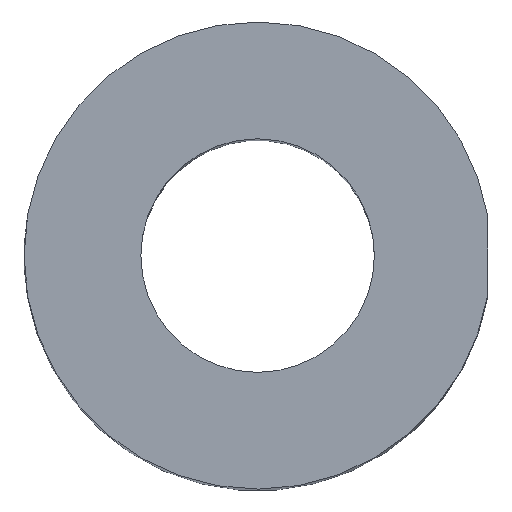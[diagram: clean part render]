
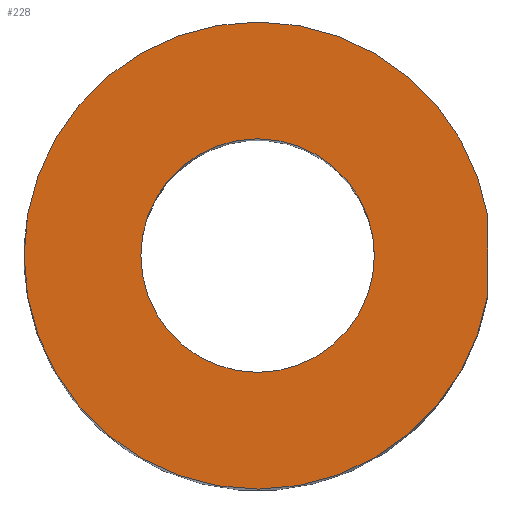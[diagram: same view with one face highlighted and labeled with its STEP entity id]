
A CAD part, top view. The second image highlights one B-rep face of the part: STEP entity #228.
In plain terms, the highlighted planar face has unit normal (0, 0, 1).
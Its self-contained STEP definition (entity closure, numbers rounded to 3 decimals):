
#15=FACE_BOUND('',#51,.T.);
#25=CIRCLE('',#259,1.5);
#27=CIRCLE('',#263,3.);
#38=FACE_OUTER_BOUND('',#50,.T.);
#50=EDGE_LOOP('',(#201,#202));
#51=EDGE_LOOP('',(#203));
#72=LINE('',#391,#93);
#93=VECTOR('',#323,10.);
#112=VERTEX_POINT('',#382);
#113=VERTEX_POINT('',#388);
#114=VERTEX_POINT('',#390);
#138=EDGE_CURVE('',#112,#112,#25,.T.);
#143=EDGE_CURVE('',#114,#113,#72,.T.);
#145=EDGE_CURVE('',#113,#114,#27,.T.);
#201=ORIENTED_EDGE('',*,*,#145,.T.);
#202=ORIENTED_EDGE('',*,*,#143,.T.);
#203=ORIENTED_EDGE('',*,*,#138,.T.);
#216=PLANE('',#264);
#228=ADVANCED_FACE('',(#38,#15),#216,.T.);
#259=AXIS2_PLACEMENT_3D('',#383,#314,#315);
#263=AXIS2_PLACEMENT_3D('',#394,#327,#328);
#264=AXIS2_PLACEMENT_3D('',#395,#329,#330);
#314=DIRECTION('center_axis',(0.,0.,-1.));
#315=DIRECTION('ref_axis',(1.,0.,0.));
#323=DIRECTION('',(0.,1.,0.));
#327=DIRECTION('center_axis',(0.,0.,1.));
#328=DIRECTION('ref_axis',(1.,0.,0.));
#329=DIRECTION('center_axis',(0.,0.,1.));
#330=DIRECTION('ref_axis',(1.,0.,0.));
#382=CARTESIAN_POINT('',(-8.365,-104.464,6.));
#383=CARTESIAN_POINT('Origin',(-6.865,-104.464,6.));
#388=CARTESIAN_POINT('',(-3.907,-103.964,6.));
#390=CARTESIAN_POINT('',(-3.907,-104.964,6.));
#391=CARTESIAN_POINT('',(-3.907,-103.964,6.));
#394=CARTESIAN_POINT('Origin',(-6.865,-104.464,6.));
#395=CARTESIAN_POINT('Origin',(-6.886,-104.464,6.));
